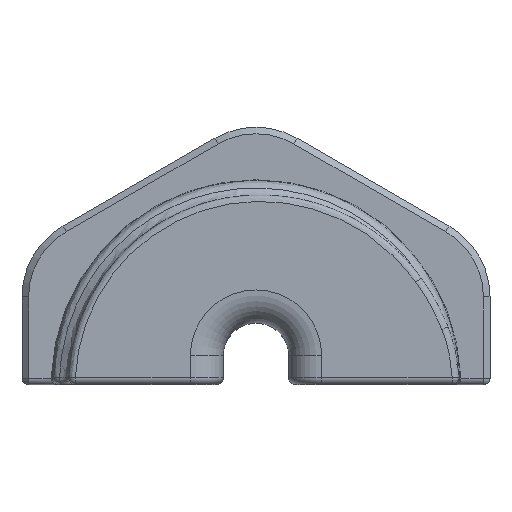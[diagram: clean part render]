
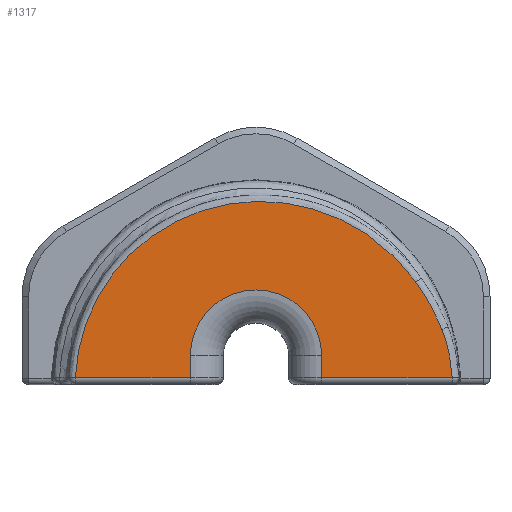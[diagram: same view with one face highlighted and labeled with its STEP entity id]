
A CAD part, top view. The second image highlights one B-rep face of the part: STEP entity #1317.
In plain terms, the highlighted planar face has unit normal (0, 0, 1).
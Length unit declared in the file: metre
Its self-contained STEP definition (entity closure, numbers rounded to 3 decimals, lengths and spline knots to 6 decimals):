
#72=CIRCLE('',#1435,0.004);
#151=LINE('',#3627,#233);
#152=LINE('',#3630,#234);
#153=LINE('',#3650,#235);
#154=LINE('',#3652,#236);
#233=VECTOR('',#1628,1.);
#234=VECTOR('',#1629,1.);
#235=VECTOR('',#1630,1.);
#236=VECTOR('',#1631,1.);
#288=PLANE('',#1434);
#321=B_SPLINE_CURVE_WITH_KNOTS('',3,(#3632,#3633,#3634,#3635),
 .UNSPECIFIED.,.F.,.F.,(4,4),(0.011491,0.014538),
 .UNSPECIFIED.);
#322=B_SPLINE_CURVE_WITH_KNOTS('',3,(#3637,#3638,#3639,#3640),
 .UNSPECIFIED.,.F.,.F.,(4,4),(0.,0.003301),.UNSPECIFIED.);
#323=B_SPLINE_CURVE_WITH_KNOTS('',3,(#3642,#3643,#3644,#3645,#3646,#3647,
#3648),.UNSPECIFIED.,.F.,.F.,(4,1,1,1,4),(0.,0.007093,0.014186,
0.021279,0.028372),.UNSPECIFIED.);
#440=ORIENTED_EDGE('',*,*,#836,.T.);
#441=ORIENTED_EDGE('',*,*,#837,.T.);
#442=ORIENTED_EDGE('',*,*,#838,.T.);
#443=ORIENTED_EDGE('',*,*,#839,.T.);
#444=ORIENTED_EDGE('',*,*,#840,.T.);
#445=ORIENTED_EDGE('',*,*,#841,.T.);
#446=ORIENTED_EDGE('',*,*,#842,.T.);
#447=ORIENTED_EDGE('',*,*,#843,.T.);
#836=EDGE_CURVE('',#1028,#1029,#151,.F.);
#837=EDGE_CURVE('',#1029,#1030,#152,.F.);
#838=EDGE_CURVE('',#1030,#1031,#321,.T.);
#839=EDGE_CURVE('',#1031,#1032,#322,.T.);
#840=EDGE_CURVE('',#1032,#1033,#323,.T.);
#841=EDGE_CURVE('',#1033,#1034,#153,.F.);
#842=EDGE_CURVE('',#1034,#1035,#154,.F.);
#843=EDGE_CURVE('',#1035,#1028,#72,.F.);
#1028=VERTEX_POINT('',#3628);
#1029=VERTEX_POINT('',#3629);
#1030=VERTEX_POINT('',#3631);
#1031=VERTEX_POINT('',#3636);
#1032=VERTEX_POINT('',#3641);
#1033=VERTEX_POINT('',#3649);
#1034=VERTEX_POINT('',#3651);
#1035=VERTEX_POINT('',#3653);
#1105=EDGE_LOOP('',(#440,#441,#442,#443,#444,#445,#446,#447));
#1197=FACE_BOUND('',#1105,.T.);
#1317=ADVANCED_FACE('',(#1197),#288,.T.);
#1434=AXIS2_PLACEMENT_3D('',#3626,#1626,#1627);
#1435=AXIS2_PLACEMENT_3D('',#3654,#1632,#1633);
#1626=DIRECTION('',(0.,0.,1.));
#1627=DIRECTION('',(0.866,-0.5,0.));
#1628=DIRECTION('',(0.,1.,0.));
#1629=DIRECTION('',(-1.,0.,0.));
#1630=DIRECTION('',(-1.,0.,0.));
#1631=DIRECTION('',(0.,-1.,0.));
#1632=DIRECTION('',(0.,0.,1.));
#1633=DIRECTION('',(0.866,-0.5,0.));
#3626=CARTESIAN_POINT('',(0.,0.,0.014));
#3627=CARTESIAN_POINT('',(0.004,-0.00175,0.014));
#3628=CARTESIAN_POINT('',(0.004,0.00175,0.014));
#3629=CARTESIAN_POINT('',(0.004,0.0004,0.014));
#3630=CARTESIAN_POINT('',(0.011962,0.0004,0.014));
#3631=CARTESIAN_POINT('',(0.011946,0.0004,0.014));
#3632=CARTESIAN_POINT('',(0.011946,0.0004,0.014));
#3633=CARTESIAN_POINT('',(0.011887,0.001405,0.014));
#3634=CARTESIAN_POINT('',(0.011705,0.002402,0.014));
#3635=CARTESIAN_POINT('',(0.011324,0.003345,0.014));
#3636=CARTESIAN_POINT('',(0.011324,0.003345,0.014));
#3637=CARTESIAN_POINT('',(0.011324,0.003345,0.014));
#3638=CARTESIAN_POINT('',(0.010911,0.004366,0.014));
#3639=CARTESIAN_POINT('',(0.010389,0.005343,0.014));
#3640=CARTESIAN_POINT('',(0.009741,0.006234,0.014));
#3641=CARTESIAN_POINT('',(0.009741,0.006234,0.014));
#3642=CARTESIAN_POINT('',(0.009741,0.006234,0.014));
#3643=CARTESIAN_POINT('',(0.008344,0.008155,0.014));
#3644=CARTESIAN_POINT('',(0.004441,0.011144,0.014));
#3645=CARTESIAN_POINT('',(-0.002958,0.011479,0.014));
#3646=CARTESIAN_POINT('',(-0.009178,0.007391,0.014));
#3647=CARTESIAN_POINT('',(-0.010904,0.002745,0.014));
#3648=CARTESIAN_POINT('',(-0.010999,0.0004,0.014));
#3649=CARTESIAN_POINT('',(-0.010999,0.0004,0.014));
#3650=CARTESIAN_POINT('',(-0.004,0.0004,0.014));
#3651=CARTESIAN_POINT('',(-0.004,0.0004,0.014));
#3652=CARTESIAN_POINT('',(-0.004,0.00175,0.014));
#3653=CARTESIAN_POINT('',(-0.004,0.00175,0.014));
#3654=CARTESIAN_POINT('',(0.,0.00175,0.014));
